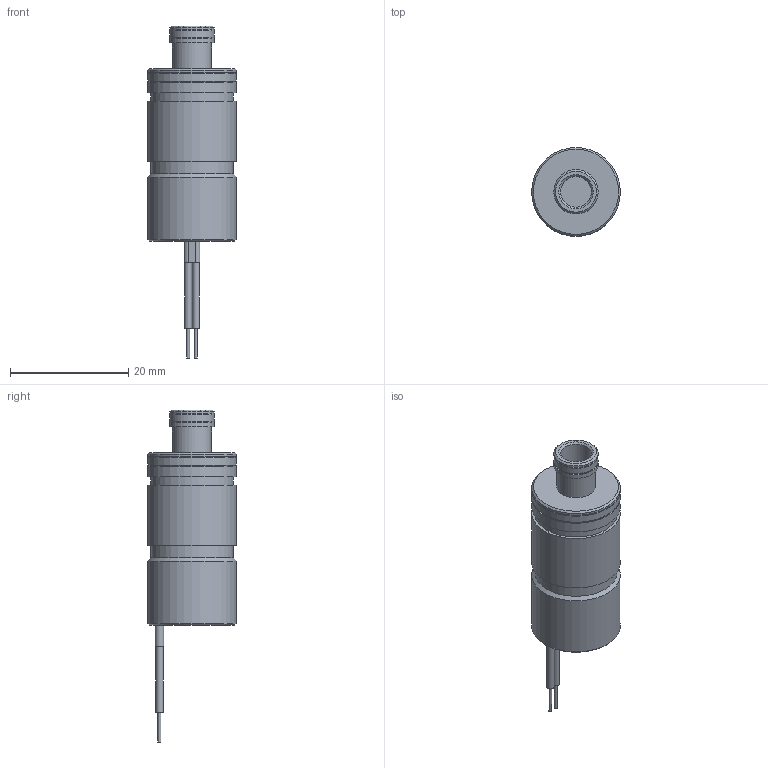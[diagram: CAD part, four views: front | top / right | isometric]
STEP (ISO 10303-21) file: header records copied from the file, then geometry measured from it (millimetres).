
FILE_DESCRIPTION(/* description */ ('STEP AP214'),/* implementation_level */ '2;1');
FILE_NAME(/* name */ '8074538_VPWS-6-B-6-PC15-7-V',/* time_stamp */ '2024-09-17T04:19:01+02:00',/* author */ ('License CC BY-ND 4.0'),/* organization */ ('CADENAS'),/* preprocessor_version */ 'ST-DEVELOPER v19.3',/* originating_system */ 'PARTsolutions',/* authorisation */ ' ');
FILE_SCHEMA (('AUTOMOTIVE_DESIGN {1 0 10303 214 3 1 1}'));
Length unit declared in the file: millimetre
Products named in the file (1): 8074538 VPWS-6-B-6-PC15-7-V---(high)
Bounding box: 15 x 15 x 56.11 mm (x, y, z)
Volume: 5218.3 mm3; surface area: 2282.5 mm2
Topology: 1 solids, 1 shells, 51 faces, 94 edges, 59 vertices
Faces by surface type: plane 22, cylinder 19, cone 6, torus 4
Full cylindrical faces by diameter (mm): 0.5 x2, 1.2 x2, 2.5 x1, 5.2 x1, 6.6 x1, 7.45 x1, 7.5 x2, 13.9 x1, 14 x1, 14.95 x1, 15 x4
Entity records: 1491 total; most frequent: DIRECTION 216, CARTESIAN_POINT 173, ORIENTED_EDGE 128, AXIS2_PLACEMENT_3D 100, FACE_BOUND 93, EDGE_LOOP 92, EDGE_CURVE 64, VERTEX_POINT 57
